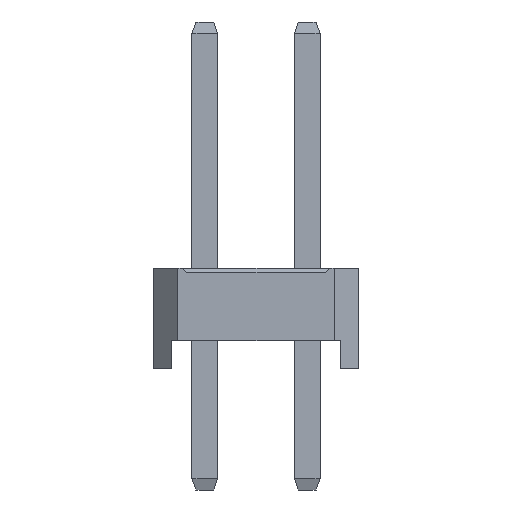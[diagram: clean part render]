
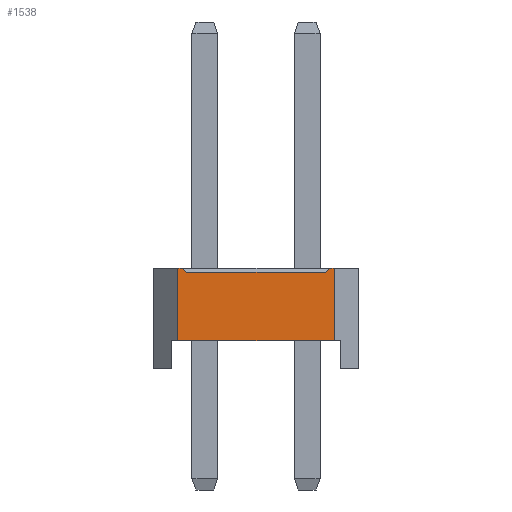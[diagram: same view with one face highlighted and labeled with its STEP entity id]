
A CAD part, left-side view. The second image highlights one B-rep face of the part: STEP entity #1538.
In plain terms, the highlighted planar face has unit normal (-1, 0, 0).
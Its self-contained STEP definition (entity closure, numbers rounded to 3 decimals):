
#1538=ADVANCED_FACE('',(#6428),#6430,.T.);
#6428=FACE_BOUND('',#6429,.T.);
#6429=EDGE_LOOP('',(#10265,#10266,#10267,#10268,#10269,#10270,#10271,#10272));
#6430=PLANE('',#6431);
#6431=AXIS2_PLACEMENT_3D('',#6432,#6433,#6434);
#6432=CARTESIAN_POINT('',(-1.27,3.21,0.));
#6433=DIRECTION('',(-1.,0.,0.));
#6434=DIRECTION('',(0.,-1.,0.));
#10265=ORIENTED_EDGE('',*,*,#12658,.F.);
#10266=ORIENTED_EDGE('',*,*,#12659,.T.);
#10267=ORIENTED_EDGE('',*,*,#12660,.F.);
#10268=ORIENTED_EDGE('',*,*,#12160,.F.);
#10269=ORIENTED_EDGE('',*,*,#12661,.F.);
#10270=ORIENTED_EDGE('',*,*,#11972,.T.);
#10271=ORIENTED_EDGE('',*,*,#12657,.T.);
#10272=ORIENTED_EDGE('',*,*,#12164,.F.);
#11972=EDGE_CURVE('',#13336,#13334,#13337,.T.);
#12160=EDGE_CURVE('',#13710,#13712,#13713,.T.);
#12164=EDGE_CURVE('',#13718,#13720,#13721,.T.);
#12657=EDGE_CURVE('',#13334,#13720,#14541,.T.);
#12658=EDGE_CURVE('',#14542,#13718,#14543,.F.);
#12659=EDGE_CURVE('',#14542,#14544,#14545,.T.);
#12660=EDGE_CURVE('',#13712,#14544,#14546,.F.);
#12661=EDGE_CURVE('',#13336,#13710,#14547,.T.);
#13334=VERTEX_POINT('',#15546);
#13336=VERTEX_POINT('',#15550);
#13337=LINE('',#15551,#15552);
#13710=VERTEX_POINT('',#16298);
#13712=VERTEX_POINT('',#16302);
#13713=LINE('',#16303,#16304);
#13718=VERTEX_POINT('',#16314);
#13720=VERTEX_POINT('',#16318);
#13721=LINE('',#16319,#16320);
#14541=LINE('',#18125,#18126);
#14542=VERTEX_POINT('',#18128);
#14543=LINE('',#18129,#18130);
#14544=VERTEX_POINT('',#18132);
#14545=LINE('',#18133,#18134);
#14546=LINE('',#18136,#18137);
#14547=LINE('',#18139,#18140);
#15546=CARTESIAN_POINT('',(-1.27,-0.67,0.7));
#15550=CARTESIAN_POINT('',(-1.27,3.21,0.7));
#15551=CARTESIAN_POINT('',(-1.27,3.21,0.7));
#15552=VECTOR('',#15553,1.);
#15553=DIRECTION('',(0.,-1.,0.));
#16298=CARTESIAN_POINT('',(-1.27,3.21,2.5));
#16302=CARTESIAN_POINT('',(-1.27,3.09,2.5));
#16303=CARTESIAN_POINT('',(-1.27,3.21,2.5));
#16304=VECTOR('',#16305,1.);
#16305=DIRECTION('',(0.,-1.,0.));
#16314=CARTESIAN_POINT('',(-1.27,-0.55,2.5));
#16318=CARTESIAN_POINT('',(-1.27,-0.67,2.5));
#16319=CARTESIAN_POINT('',(-1.27,-0.55,2.5));
#16320=VECTOR('',#16321,1.);
#16321=DIRECTION('',(0.,-1.,0.));
#18125=CARTESIAN_POINT('',(-1.27,-0.67,0.7));
#18126=VECTOR('',#18127,1.);
#18127=DIRECTION('',(0.,0.,1.));
#18128=CARTESIAN_POINT('',(-1.27,-0.45,2.4));
#18129=CARTESIAN_POINT('',(-1.27,-0.55,2.5));
#18130=VECTOR('',#18131,1.);
#18131=DIRECTION('',(0.,0.707,-0.707));
#18132=CARTESIAN_POINT('',(-1.27,2.99,2.4));
#18133=CARTESIAN_POINT('',(-1.27,-0.45,2.4));
#18134=VECTOR('',#18135,1.);
#18135=DIRECTION('',(0.,1.,0.));
#18136=CARTESIAN_POINT('',(-1.27,2.99,2.4));
#18137=VECTOR('',#18138,1.);
#18138=DIRECTION('',(0.,0.707,0.707));
#18139=CARTESIAN_POINT('',(-1.27,3.21,0.7));
#18140=VECTOR('',#18141,1.);
#18141=DIRECTION('',(0.,0.,1.));
